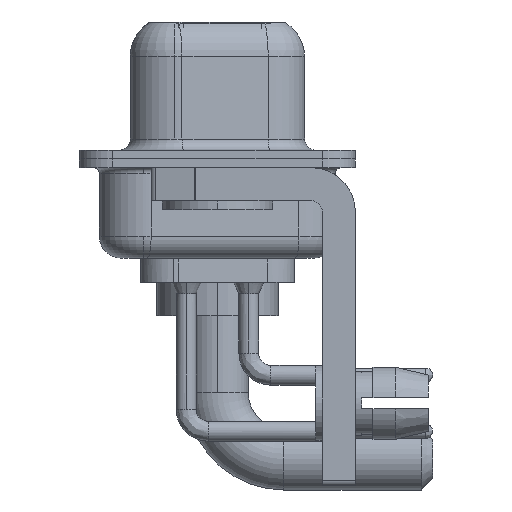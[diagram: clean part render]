
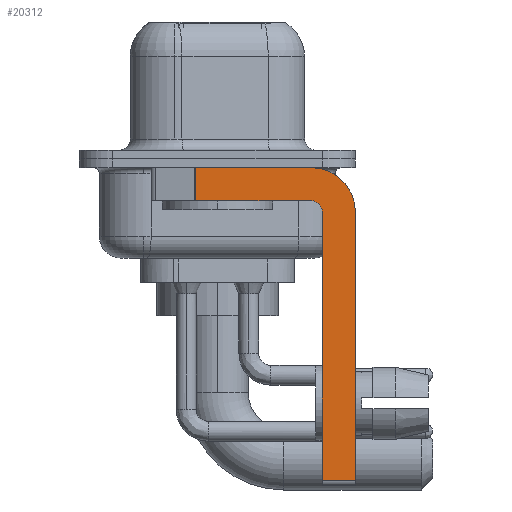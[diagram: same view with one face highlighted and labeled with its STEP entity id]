
A CAD part, left-side view. The second image highlights one B-rep face of the part: STEP entity #20312.
In plain terms, the highlighted planar face has unit normal (-1, 0, 0).
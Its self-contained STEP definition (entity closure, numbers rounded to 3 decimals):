
#189 = VERTEX_POINT ( 'NONE', #8275 ) ;
#484 = CIRCLE ( 'NONE', #20315, 2. ) ;
#552 = LINE ( 'NONE', #11388, #16176 ) ;
#673 = VERTEX_POINT ( 'NONE', #8042 ) ;
#820 = CARTESIAN_POINT ( 'NONE',  ( -2.9, -6.25, -14.55 ) ) ;
#1091 = VERTEX_POINT ( 'NONE', #4550 ) ;
#1198 = DIRECTION ( 'NONE',  ( 0., 0., 1. ) ) ;
#1338 = EDGE_CURVE ( 'NONE', #16711, #12651, #8951, .T. ) ;
#2166 = DIRECTION ( 'NONE',  ( 0., 0., -1. ) ) ;
#2502 = LINE ( 'NONE', #10698, #18638 ) ;
#2653 = CARTESIAN_POINT ( 'NONE',  ( -2.9, -4.25, -0.4 ) ) ;
#2688 = VECTOR ( 'NONE', #4319, 1000. ) ;
#2750 = DIRECTION ( 'NONE',  ( 0., -1., 0. ) ) ;
#2851 = ORIENTED_EDGE ( 'NONE', *, *, #18094, .F. ) ;
#2907 = CARTESIAN_POINT ( 'NONE',  ( -2.9, -4.25, -2.4 ) ) ;
#3533 = DIRECTION ( 'NONE',  ( 1., 0., 0. ) ) ;
#3690 = VERTEX_POINT ( 'NONE', #2653 ) ;
#4291 = ORIENTED_EDGE ( 'NONE', *, *, #18517, .F. ) ;
#4319 = DIRECTION ( 'NONE',  ( 0., -1., 0. ) ) ;
#4494 = VECTOR ( 'NONE', #19069, 1000. ) ;
#4499 = CIRCLE ( 'NONE', #20627, 0.5 ) ;
#4550 = CARTESIAN_POINT ( 'NONE',  ( -2.9, -4.75, -2.4 ) ) ;
#4746 = ORIENTED_EDGE ( 'NONE', *, *, #18911, .F. ) ;
#4861 = CARTESIAN_POINT ( 'NONE',  ( -2.9, 0.978, -1.9 ) ) ;
#4973 = LINE ( 'NONE', #4861, #4494 ) ;
#6273 = DIRECTION ( 'NONE',  ( 1., 0., 0. ) ) ;
#7233 = VECTOR ( 'NONE', #11664, 1000. ) ;
#7364 = VERTEX_POINT ( 'NONE', #9005 ) ;
#7386 = LINE ( 'NONE', #17157, #10555 ) ;
#7485 = CARTESIAN_POINT ( 'NONE',  ( -2.9, -4.25, -14.55 ) ) ;
#7595 = EDGE_CURVE ( 'NONE', #3690, #7364, #484, .T. ) ;
#8042 = CARTESIAN_POINT ( 'NONE',  ( -2.9, 0.978, -0.4 ) ) ;
#8161 = CARTESIAN_POINT ( 'NONE',  ( -2.9, -4.25, -2.4 ) ) ;
#8275 = CARTESIAN_POINT ( 'NONE',  ( -2.9, 0.978, -1.9 ) ) ;
#8369 = PLANE ( 'NONE',  #19357 ) ;
#8695 = ORIENTED_EDGE ( 'NONE', *, *, #13457, .F. ) ;
#8951 = LINE ( 'NONE', #7485, #2688 ) ;
#8984 = CARTESIAN_POINT ( 'NONE',  ( -2.9, -4.25, -2.4 ) ) ;
#9005 = CARTESIAN_POINT ( 'NONE',  ( -2.9, -6.25, -2.4 ) ) ;
#9806 = DIRECTION ( 'NONE',  ( 0., 1., 0. ) ) ;
#10555 = VECTOR ( 'NONE', #2750, 1000. ) ;
#10698 = CARTESIAN_POINT ( 'NONE',  ( -2.9, -4.75, -14.8 ) ) ;
#10951 = CARTESIAN_POINT ( 'NONE',  ( -2.9, -4.25, -1.9 ) ) ;
#11301 = EDGE_CURVE ( 'NONE', #673, #189, #4973, .T. ) ;
#11388 = CARTESIAN_POINT ( 'NONE',  ( -2.9, -4.25, -1.9 ) ) ;
#11664 = DIRECTION ( 'NONE',  ( 0., 0., -1. ) ) ;
#11695 = VERTEX_POINT ( 'NONE', #10951 ) ;
#12376 = DIRECTION ( 'NONE',  ( 0., 0., -1. ) ) ;
#12514 = EDGE_CURVE ( 'NONE', #7364, #12651, #13127, .T. ) ;
#12651 = VERTEX_POINT ( 'NONE', #820 ) ;
#13127 = LINE ( 'NONE', #18393, #7233 ) ;
#13457 = EDGE_CURVE ( 'NONE', #11695, #189, #552, .T. ) ;
#13731 = DIRECTION ( 'NONE',  ( -1., 0., 0. ) ) ;
#15600 = ORIENTED_EDGE ( 'NONE', *, *, #7595, .F. ) ;
#15621 = EDGE_LOOP ( 'NONE', ( #4291, #19919, #8695, #2851, #4746, #15777, #19675, #15600 ) ) ;
#15742 = CARTESIAN_POINT ( 'NONE',  ( -2.9, -4.75, -14.55 ) ) ;
#15777 = ORIENTED_EDGE ( 'NONE', *, *, #1338, .T. ) ;
#16176 = VECTOR ( 'NONE', #9806, 1000. ) ;
#16711 = VERTEX_POINT ( 'NONE', #15742 ) ;
#17157 = CARTESIAN_POINT ( 'NONE',  ( -2.9, 3., -0.4 ) ) ;
#18094 = EDGE_CURVE ( 'NONE', #1091, #11695, #4499, .T. ) ;
#18263 = FACE_OUTER_BOUND ( 'NONE', #15621, .T. ) ;
#18393 = CARTESIAN_POINT ( 'NONE',  ( -2.9, -6.25, -2.4 ) ) ;
#18517 = EDGE_CURVE ( 'NONE', #673, #3690, #7386, .T. ) ;
#18638 = VECTOR ( 'NONE', #20157, 1000. ) ;
#18911 = EDGE_CURVE ( 'NONE', #16711, #1091, #2502, .T. ) ;
#19069 = DIRECTION ( 'NONE',  ( 0., 0., -1. ) ) ;
#19357 = AXIS2_PLACEMENT_3D ( 'NONE', #8161, #3533, #2166 ) ;
#19675 = ORIENTED_EDGE ( 'NONE', *, *, #12514, .F. ) ;
#19919 = ORIENTED_EDGE ( 'NONE', *, *, #11301, .T. ) ;
#20157 = DIRECTION ( 'NONE',  ( 0., 0., 1. ) ) ;
#20312 = ADVANCED_FACE ( 'NONE', ( #18263 ), #8369, .F. ) ;
#20315 = AXIS2_PLACEMENT_3D ( 'NONE', #2907, #6273, #12376 ) ;
#20627 = AXIS2_PLACEMENT_3D ( 'NONE', #8984, #13731, #1198 ) ;
